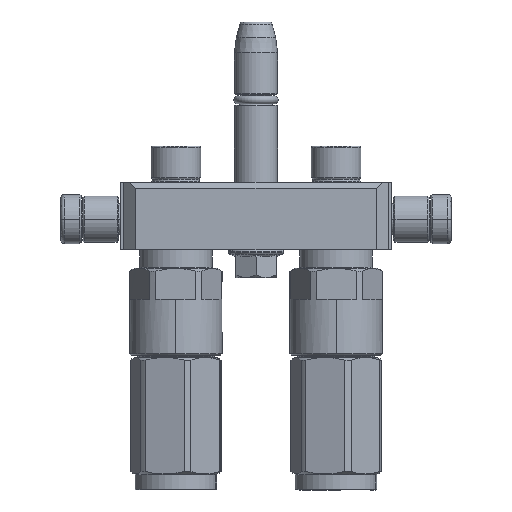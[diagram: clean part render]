
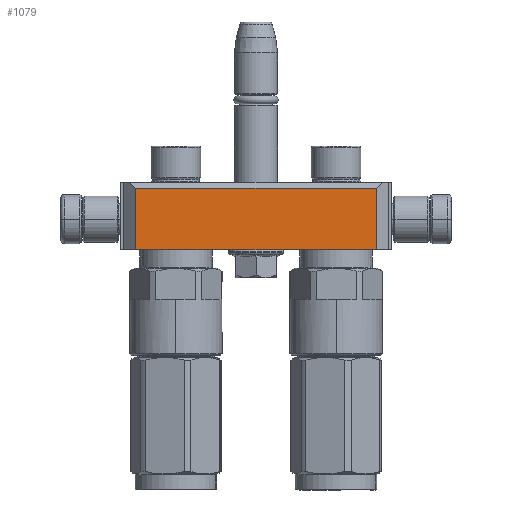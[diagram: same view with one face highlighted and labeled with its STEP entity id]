
A CAD part, left-side view. The second image highlights one B-rep face of the part: STEP entity #1079.
In plain terms, the highlighted planar face has unit normal (-1, 0, 0).
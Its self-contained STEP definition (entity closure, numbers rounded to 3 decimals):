
#938 = CARTESIAN_POINT ( 'NONE',  ( -40., 39., 22. ) ) ;
#946 = VECTOR ( 'NONE', #37338, 1000. ) ;
#1079 = ADVANCED_FACE ( 'NONE', ( #17319 ), #40091, .T. ) ;
#2871 = ORIENTED_EDGE ( 'NONE', *, *, #13182, .F. ) ;
#3430 = EDGE_CURVE ( 'NONE', #15883, #34137, #46007, .T. ) ;
#4283 = CARTESIAN_POINT ( 'NONE',  ( -40., 39., 2. ) ) ;
#4407 = DIRECTION ( 'NONE',  ( 0., -1., 0. ) ) ;
#4436 = EDGE_LOOP ( 'NONE', ( #21689, #7196, #16489, #2871 ) ) ;
#6334 = VERTEX_POINT ( 'NONE', #4283 ) ;
#7196 = ORIENTED_EDGE ( 'NONE', *, *, #29502, .T. ) ;
#10980 = DIRECTION ( 'NONE',  ( -1., 0., 0. ) ) ;
#12050 = AXIS2_PLACEMENT_3D ( 'NONE', #36121, #10980, #22117 ) ;
#12328 = CARTESIAN_POINT ( 'NONE',  ( -40., -39., 22. ) ) ;
#13182 = EDGE_CURVE ( 'NONE', #34137, #22607, #24762, .T. ) ;
#14438 = LINE ( 'NONE', #27590, #19069 ) ;
#15883 = VERTEX_POINT ( 'NONE', #45493 ) ;
#16489 = ORIENTED_EDGE ( 'NONE', *, *, #41404, .F. ) ;
#17319 = FACE_OUTER_BOUND ( 'NONE', #4436, .T. ) ;
#18173 = VECTOR ( 'NONE', #4407, 1000. ) ;
#19069 = VECTOR ( 'NONE', #38535, 1000. ) ;
#21689 = ORIENTED_EDGE ( 'NONE', *, *, #3430, .F. ) ;
#22117 = DIRECTION ( 'NONE',  ( 0., -1., 0. ) ) ;
#22607 = VERTEX_POINT ( 'NONE', #42599 ) ;
#24762 = LINE ( 'NONE', #12328, #946 ) ;
#25167 = CARTESIAN_POINT ( 'NONE',  ( -40., -39., 22. ) ) ;
#27590 = CARTESIAN_POINT ( 'NONE',  ( -40., 39., 22. ) ) ;
#28212 = VECTOR ( 'NONE', #39211, 1000. ) ;
#29502 = EDGE_CURVE ( 'NONE', #15883, #6334, #14438, .T. ) ;
#30503 = LINE ( 'NONE', #46375, #28212 ) ;
#34137 = VERTEX_POINT ( 'NONE', #25167 ) ;
#36121 = CARTESIAN_POINT ( 'NONE',  ( -40., 44., 0. ) ) ;
#37338 = DIRECTION ( 'NONE',  ( 0., 0., -1. ) ) ;
#38535 = DIRECTION ( 'NONE',  ( 0., 0., -1. ) ) ;
#39211 = DIRECTION ( 'NONE',  ( 0., 1., 0. ) ) ;
#40091 = PLANE ( 'NONE',  #12050 ) ;
#41404 = EDGE_CURVE ( 'NONE', #22607, #6334, #30503, .T. ) ;
#42599 = CARTESIAN_POINT ( 'NONE',  ( -40., -39., 2. ) ) ;
#45493 = CARTESIAN_POINT ( 'NONE',  ( -40., 39., 22. ) ) ;
#46007 = LINE ( 'NONE', #938, #18173 ) ;
#46375 = CARTESIAN_POINT ( 'NONE',  ( -40., -39., 2. ) ) ;
